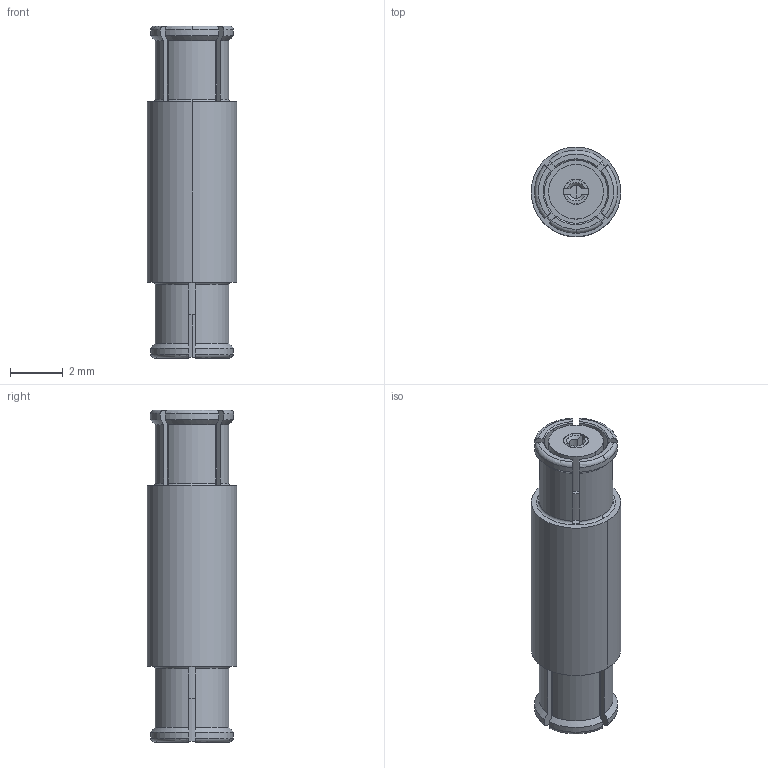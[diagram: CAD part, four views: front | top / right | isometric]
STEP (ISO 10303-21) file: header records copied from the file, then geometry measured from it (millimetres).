
FILE_DESCRIPTION (( 'STEP AP203' ), '1' );
FILE_NAME ('R222.705.250.STEP', '2013-08-20T08:53:27', ( 'adminradiall' ), ( 'Microsoft' ), 'SwSTEP 2.0', 'SolidWorks 2011', '' );
FILE_SCHEMA (( 'CONFIG_CONTROL_DESIGN' ));
Length unit declared in the file: millimetre
Products named in the file (1): R222.705.250
Bounding box: 3.4 x 3.4 x 12.59 mm (x, y, z)
Volume: 92.5 mm3; surface area: 220.4 mm2
Topology: 1 solids, 3 shells, 155 faces, 427 edges, 276 vertices
Faces by surface type: cylinder 54, plane 50, cone 34, torus 13, bspline 4
Entity records: 5469 total; most frequent: CARTESIAN_POINT 1499, ORIENTED_EDGE 846, DIRECTION 802, EDGE_CURVE 423, AXIS2_PLACEMENT_3D 315, VERTEX_POINT 276, VECTOR 172, LINE 172
